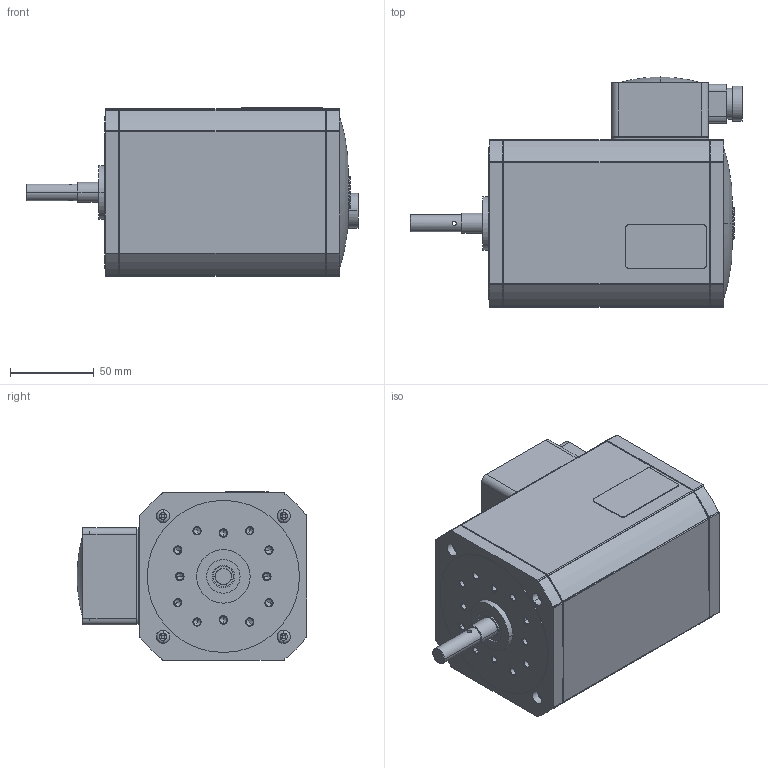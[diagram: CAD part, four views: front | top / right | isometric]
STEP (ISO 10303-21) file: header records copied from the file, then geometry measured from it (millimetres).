
FILE_DESCRIPTION( ( '' ), '1' );
FILE_NAME( 'IGK_90_60__2292025_ohne_Fuss_ohne_Bremse_4_polig_2_14b.stp', '2012-05-15T16:13:08', ( '' ), ( '' ), ' ', ' ', ' ' );
FILE_SCHEMA( ( 'automotive_design' ) );
Length unit declared in the file: millimetre
Products named in the file (1): 1
Bounding box: 198.5 x 137.5 x 100.5 mm (x, y, z)
Volume: 1507939.1 mm3; surface area: 86569.5 mm2
Topology: 1 solids, 1 shells, 428 faces, 1117 edges, 721 vertices
Faces by surface type: plane 176, cylinder 176, cone 52, torus 24
Entity records: 25659 total; most frequent: DIRECTION 2409, CARTESIAN_POINT 2311, STYLED_ITEM 2241, PRESENTATION_STYLE_ASSIGNMENT 2241, COLOUR_RGB 2241, ORIENTED_EDGE 2182, EDGE_CURVE 1091, CURVE_STYLE 1091
